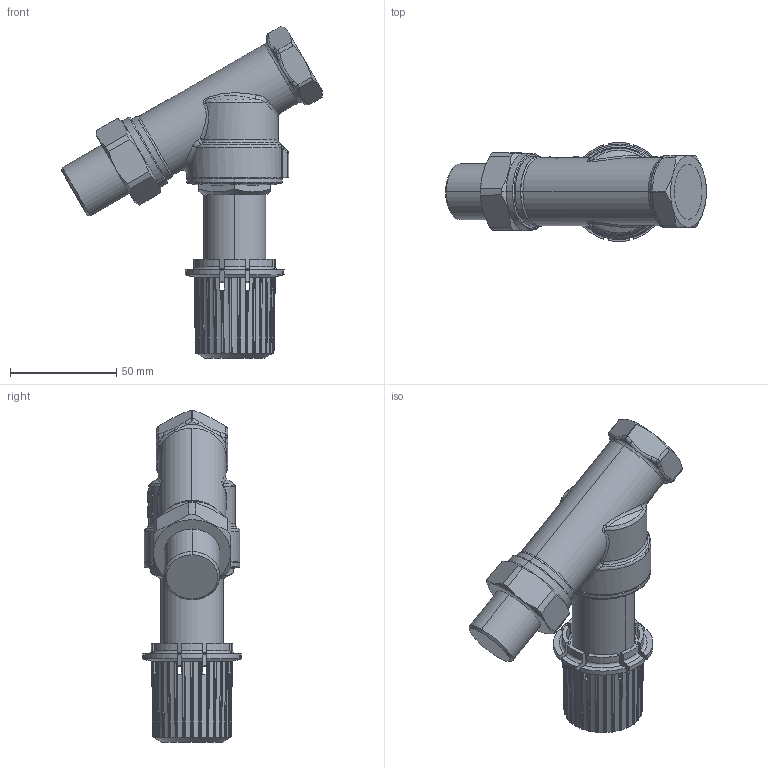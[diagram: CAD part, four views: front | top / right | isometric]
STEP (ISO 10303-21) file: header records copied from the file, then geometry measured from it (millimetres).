
FILE_DESCRIPTION((''),'2;1');
FILE_NAME('003L6023-BIM_SW0001','2023-05-15T09:45:59',('F09560'),(''),'CREO PARAMETRIC BY PTC INC, 2022124','CREO PARAMETRIC BY PTC INC, 2022124','');
FILE_SCHEMA(('AUTOMOTIVE_DESIGN { 1 0 10303 214 1 1 1 1 }'));
Length unit declared in the file: millimetre
Products named in the file (1): 003L6023-BIM_SW0001
Bounding box: 122.99 x 46.68 x 156.57 mm (x, y, z)
Volume: 123150.9 mm3; surface area: 54960.8 mm2
Topology: 1 solids, 1 shells, 836 faces, 2319 edges, 1494 vertices
Faces by surface type: cylinder 232, plane 203, bspline 192, cone 113, extrusion 54, torus 33, sphere 9
Entity records: 45272 total; most frequent: CARTESIAN_POINT 22014, ORIENTED_EDGE 4638, DIRECTION 3028, EDGE_CURVE 2319, VERTEX_POINT 1494, B_SPLINE_CURVE_WITH_KNOTS 1149, AXIS2_PLACEMENT_3D 1146, EDGE_LOOP 865
